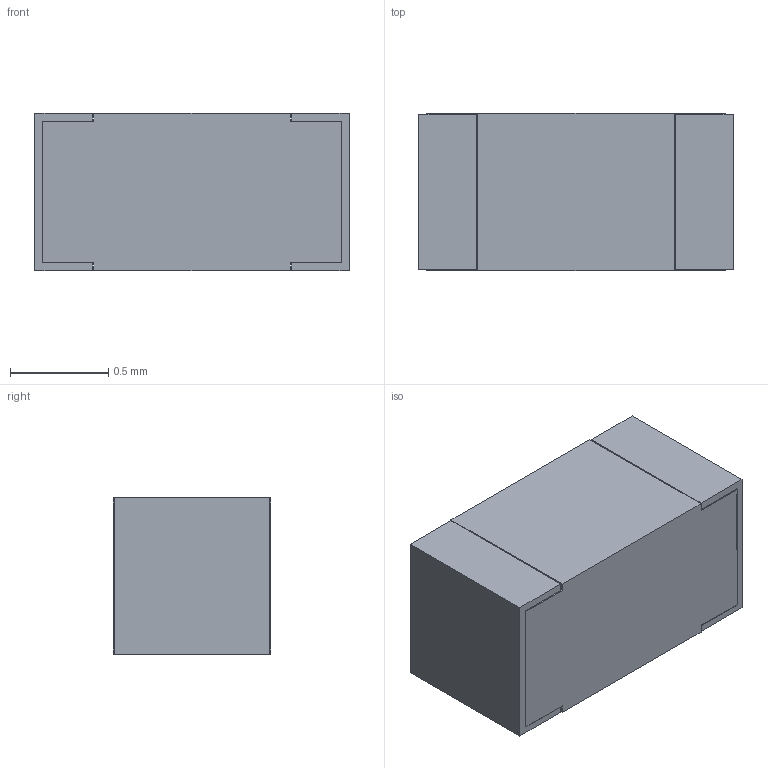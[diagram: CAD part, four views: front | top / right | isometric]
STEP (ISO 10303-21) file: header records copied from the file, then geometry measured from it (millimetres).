
FILE_DESCRIPTION(('STEP AP203'),'1');
FILE_NAME('5-1624116-5.stp','2022-06-09T10:42:49',('TraceParts'),('TraceParts S.A.'),'Spatial InterOp 3D',' ',' ');
FILE_SCHEMA(('CONFIG_CONTROL_DESIGN'));
Length unit declared in the file: millimetre
Products named in the file (1): 1
Bounding box: 1.6 x 0.8 x 0.8 mm (x, y, z)
Volume: 1 mm3; surface area: 6.6 mm2
Topology: 1 solids, 1 shells, 30 faces, 84 edges, 56 vertices
Faces by surface type: plane 30
Entity records: 992 total; most frequent: CARTESIAN_POINT 171, ORIENTED_EDGE 168, DIRECTION 146, EDGE_CURVE 84, LINE 84, VECTOR 84, VERTEX_POINT 56, AXIS2_PLACEMENT_3D 31
